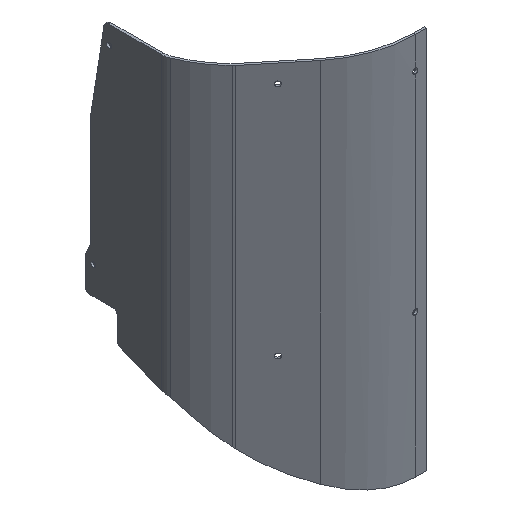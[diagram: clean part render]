
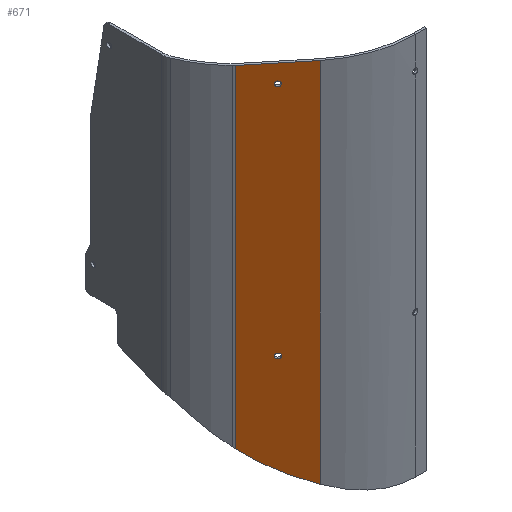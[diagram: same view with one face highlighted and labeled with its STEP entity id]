
A CAD part, isometric view. The second image highlights one B-rep face of the part: STEP entity #671.
In plain terms, the highlighted planar face has unit normal (-0.632, -0.775, 0).
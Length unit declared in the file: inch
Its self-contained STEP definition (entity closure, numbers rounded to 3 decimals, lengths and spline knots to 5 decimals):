
#8 = DIRECTION ( 'NONE',  ( 0.775, -0.632, 0. ) ) ;
#11 = DIRECTION ( 'NONE',  ( 0., 0., 1. ) ) ;
#16 = CARTESIAN_POINT ( 'NONE',  ( -38.8407, -5.81666, -33.49213 ) ) ;
#49 = CARTESIAN_POINT ( 'NONE',  ( -37.53706, -6.88107, -14. ) ) ;
#144 = EDGE_CURVE ( 'NONE', #445, #924, #353, .T. ) ;
#162 = FACE_OUTER_BOUND ( 'NONE', #683, .T. ) ;
#194 = CARTESIAN_POINT ( 'NONE',  ( -37.22867, -7.13286, -19.76908 ) ) ;
#196 = ORIENTED_EDGE ( 'NONE', *, *, #982, .F. ) ;
#222 = CIRCLE ( 'NONE', #1397, 0.1406 ) ;
#230 = DIRECTION ( 'NONE',  ( 0., 0., 1. ) ) ;
#234 = DIRECTION ( 'NONE',  ( 0.775, -0.632, 0. ) ) ;
#286 = DIRECTION ( 'NONE',  ( 0.775, -0.632, 0. ) ) ;
#350 = CARTESIAN_POINT ( 'NONE',  ( -38.10223, -6.41961, -19.1163 ) ) ;
#353 = CIRCLE ( 'NONE', #1095, 0.1406 ) ;
#397 = DIRECTION ( 'NONE',  ( -0.632, -0.775, 0. ) ) ;
#445 = VERTEX_POINT ( 'NONE', #2016 ) ;
#454 = EDGE_CURVE ( 'NONE', #924, #445, #1933, .T. ) ;
#469 = VECTOR ( 'NONE', #11, 39.37008 ) ;
#491 = CARTESIAN_POINT ( 'NONE',  ( -37.5453, -6.87435, -1. ) ) ;
#555 = CARTESIAN_POINT ( 'NONE',  ( -38.8407, -5.81666, -33.49213 ) ) ;
#557 = CARTESIAN_POINT ( 'NONE',  ( -37.6542, -6.78542, -1. ) ) ;
#583 = ORIENTED_EDGE ( 'NONE', *, *, #1530, .F. ) ;
#631 = VERTEX_POINT ( 'NONE', #1580 ) ;
#633 = EDGE_LOOP ( 'NONE', ( #1968, #1494 ) ) ;
#637 = CARTESIAN_POINT ( 'NONE',  ( -38.8407, -5.81666, 0. ) ) ;
#643 = ORIENTED_EDGE ( 'NONE', *, *, #900, .F. ) ;
#654 = AXIS2_PLACEMENT_3D ( 'NONE', #1205, #1522, #1361 ) ;
#671 = ADVANCED_FACE ( 'NONE', ( #1303, #1292, #162 ), #1110, .T. ) ;
#683 = EDGE_LOOP ( 'NONE', ( #583, #196, #1860, #1019 ) ) ;
#693 = CARTESIAN_POINT ( 'NONE',  ( -38.8407, -5.81666, -18.31387 ) ) ;
#701 = LINE ( 'NONE', #555, #790 ) ;
#749 = CARTESIAN_POINT ( 'NONE',  ( -37.64597, -6.79215, -14. ) ) ;
#787 = LINE ( 'NONE', #637, #1156 ) ;
#790 = VECTOR ( 'NONE', #230, 39.37008 ) ;
#812 = CARTESIAN_POINT ( 'NONE',  ( -36.24988, -7.93203, -33.49213 ) ) ;
#818 = CARTESIAN_POINT ( 'NONE',  ( -38.8407, -5.81666, 0. ) ) ;
#900 = EDGE_CURVE ( 'NONE', #1104, #1990, #907, .T. ) ;
#907 = CIRCLE ( 'NONE', #1284, 0.1406 ) ;
#924 = VERTEX_POINT ( 'NONE', #749 ) ;
#945 = CARTESIAN_POINT ( 'NONE',  ( -36.24988, -7.93203, -20.24991 ) ) ;
#982 = EDGE_CURVE ( 'NONE', #1784, #631, #1619, .T. ) ;
#1019 = ORIENTED_EDGE ( 'NONE', *, *, #1162, .F. ) ;
#1091 = DIRECTION ( 'NONE',  ( -0.632, -0.775, 0. ) ) ;
#1095 = AXIS2_PLACEMENT_3D ( 'NONE', #49, #397, #234 ) ;
#1104 = VERTEX_POINT ( 'NONE', #557 ) ;
#1110 = PLANE ( 'NONE',  #1422 ) ;
#1156 = VECTOR ( 'NONE', #1910, 39.37008 ) ;
#1162 = EDGE_CURVE ( 'NONE', #1317, #1981, #787, .T. ) ;
#1205 = CARTESIAN_POINT ( 'NONE',  ( -37.53706, -6.88107, -14. ) ) ;
#1231 = CARTESIAN_POINT ( 'NONE',  ( -37.5453, -6.87435, -1. ) ) ;
#1284 = AXIS2_PLACEMENT_3D ( 'NONE', #1231, #1711, #1904 ) ;
#1292 = FACE_BOUND ( 'NONE', #633, .T. ) ;
#1303 = FACE_BOUND ( 'NONE', #1520, .T. ) ;
#1317 = VERTEX_POINT ( 'NONE', #818 ) ;
#1361 = DIRECTION ( 'NONE',  ( 0.775, -0.632, 0. ) ) ;
#1397 = AXIS2_PLACEMENT_3D ( 'NONE', #491, #1091, #286 ) ;
#1422 = AXIS2_PLACEMENT_3D ( 'NONE', #16, #1757, #8 ) ;
#1459 = CARTESIAN_POINT ( 'NONE',  ( -36.24988, -7.93203, -20.24991 ) ) ;
#1494 = ORIENTED_EDGE ( 'NONE', *, *, #454, .F. ) ;
#1520 = EDGE_LOOP ( 'NONE', ( #1531, #643 ) ) ;
#1522 = DIRECTION ( 'NONE',  ( -0.632, -0.775, 0. ) ) ;
#1525 = CARTESIAN_POINT ( 'NONE',  ( -36.24988, -7.93203, 0. ) ) ;
#1530 = EDGE_CURVE ( 'NONE', #631, #1317, #701, .T. ) ;
#1531 = ORIENTED_EDGE ( 'NONE', *, *, #1724, .F. ) ;
#1580 = CARTESIAN_POINT ( 'NONE',  ( -38.8407, -5.81666, -18.31387 ) ) ;
#1619 =( BOUNDED_CURVE ( )  B_SPLINE_CURVE ( 3, ( #1459, #194, #350, #693 ),
 .UNSPECIFIED., .F., .T. ) 
 B_SPLINE_CURVE_WITH_KNOTS ( ( 4, 4 ),
 ( 2.02742, 2.39768 ),
 .UNSPECIFIED. ) 
 CURVE ( )  GEOMETRIC_REPRESENTATION_ITEM ( )  RATIONAL_B_SPLINE_CURVE ( ( 1., 0.989, 0.989, 1. ) ) 
 REPRESENTATION_ITEM ( '' )  );
#1711 = DIRECTION ( 'NONE',  ( -0.632, -0.775, 0. ) ) ;
#1724 = EDGE_CURVE ( 'NONE', #1990, #1104, #222, .T. ) ;
#1731 = EDGE_CURVE ( 'NONE', #1784, #1981, #1891, .T. ) ;
#1757 = DIRECTION ( 'NONE',  ( -0.632, -0.775, 0. ) ) ;
#1784 = VERTEX_POINT ( 'NONE', #945 ) ;
#1825 = CARTESIAN_POINT ( 'NONE',  ( -37.43639, -6.96327, -1. ) ) ;
#1860 = ORIENTED_EDGE ( 'NONE', *, *, #1731, .T. ) ;
#1891 = LINE ( 'NONE', #812, #469 ) ;
#1904 = DIRECTION ( 'NONE',  ( 0.775, -0.632, 0. ) ) ;
#1910 = DIRECTION ( 'NONE',  ( 0.775, -0.632, 0. ) ) ;
#1933 = CIRCLE ( 'NONE', #654, 0.1406 ) ;
#1968 = ORIENTED_EDGE ( 'NONE', *, *, #144, .F. ) ;
#1981 = VERTEX_POINT ( 'NONE', #1525 ) ;
#1990 = VERTEX_POINT ( 'NONE', #1825 ) ;
#2016 = CARTESIAN_POINT ( 'NONE',  ( -37.42815, -6.96999, -14. ) ) ;
